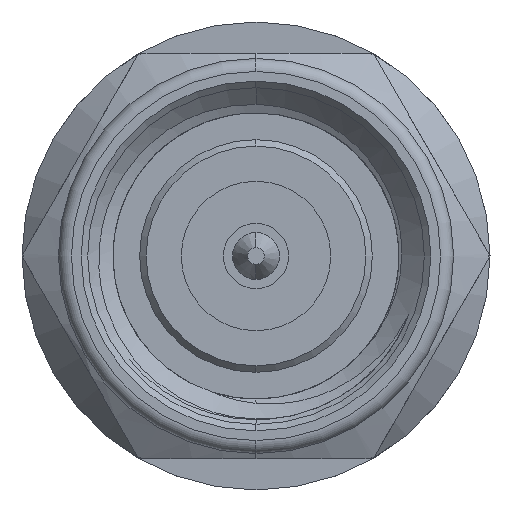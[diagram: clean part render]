
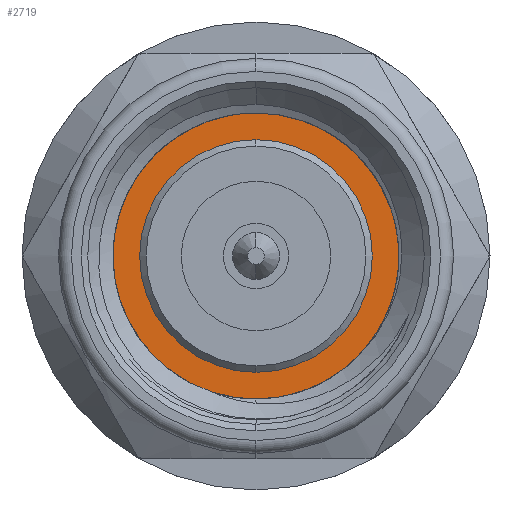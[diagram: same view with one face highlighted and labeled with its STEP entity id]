
A CAD part, left-side view. The second image highlights one B-rep face of the part: STEP entity #2719.
In plain terms, the highlighted planar face has unit normal (-1, 0, 0).
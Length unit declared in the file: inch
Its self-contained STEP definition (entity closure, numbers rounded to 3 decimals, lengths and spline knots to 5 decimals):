
#116 = CIRCLE ( 'NONE', #2595, 0.1175 ) ;
#419 = EDGE_LOOP ( 'NONE', ( #2748, #2101 ) ) ;
#635 = CIRCLE ( 'NONE', #4181, 0.1175 ) ;
#870 = VERTEX_POINT ( 'NONE', #1609 ) ;
#1401 = CARTESIAN_POINT ( 'NONE',  ( 0.065, 0., 0.0895 ) ) ;
#1436 = CIRCLE ( 'NONE', #4266, 0.0895 ) ;
#1609 = CARTESIAN_POINT ( 'NONE',  ( 0.065, 0., 0.1175 ) ) ;
#1641 = PLANE ( 'NONE',  #3207 ) ;
#1656 = DIRECTION ( 'NONE',  ( 0., 0., 1. ) ) ;
#1670 = CARTESIAN_POINT ( 'NONE',  ( 0.065, 0.08043, 0. ) ) ;
#1851 = VERTEX_POINT ( 'NONE', #1911 ) ;
#1911 = CARTESIAN_POINT ( 'NONE',  ( 0.065, 0., -0.1175 ) ) ;
#1927 = DIRECTION ( 'NONE',  ( 0., 0., -1. ) ) ;
#2101 = ORIENTED_EDGE ( 'NONE', *, *, #3352, .T. ) ;
#2206 = DIRECTION ( 'NONE',  ( -1., 0., 0. ) ) ;
#2249 = AXIS2_PLACEMENT_3D ( 'NONE', #5285, #4816, #1927 ) ;
#2272 = ORIENTED_EDGE ( 'NONE', *, *, #3463, .F. ) ;
#2521 = DIRECTION ( 'NONE',  ( -1., 0., 0. ) ) ;
#2570 = CARTESIAN_POINT ( 'NONE',  ( 0.065, 0., -0.0895 ) ) ;
#2595 = AXIS2_PLACEMENT_3D ( 'NONE', #5460, #2521, #1656 ) ;
#2617 = EDGE_CURVE ( 'NONE', #3892, #4949, #1436, .T. ) ;
#2620 = CARTESIAN_POINT ( 'NONE',  ( 0.065, 0., 0. ) ) ;
#2697 = DIRECTION ( 'NONE',  ( 0., 0., 1. ) ) ;
#2719 = ADVANCED_FACE ( 'NONE', ( #3390, #3888 ), #1641, .F. ) ;
#2748 = ORIENTED_EDGE ( 'NONE', *, *, #2812, .T. ) ;
#2804 = EDGE_LOOP ( 'NONE', ( #2272, #2957 ) ) ;
#2812 = EDGE_CURVE ( 'NONE', #870, #1851, #635, .T. ) ;
#2957 = ORIENTED_EDGE ( 'NONE', *, *, #2617, .F. ) ;
#3207 = AXIS2_PLACEMENT_3D ( 'NONE', #1670, #4671, #4610 ) ;
#3338 = DIRECTION ( 'NONE',  ( 0., 0., -1. ) ) ;
#3352 = EDGE_CURVE ( 'NONE', #1851, #870, #116, .T. ) ;
#3390 = FACE_BOUND ( 'NONE', #2804, .T. ) ;
#3463 = EDGE_CURVE ( 'NONE', #4949, #3892, #4545, .T. ) ;
#3888 = FACE_OUTER_BOUND ( 'NONE', #419, .T. ) ;
#3892 = VERTEX_POINT ( 'NONE', #1401 ) ;
#4181 = AXIS2_PLACEMENT_3D ( 'NONE', #5247, #4759, #2697 ) ;
#4266 = AXIS2_PLACEMENT_3D ( 'NONE', #2620, #2206, #3338 ) ;
#4545 = CIRCLE ( 'NONE', #2249, 0.0895 ) ;
#4610 = DIRECTION ( 'NONE',  ( 0., 1., 0. ) ) ;
#4671 = DIRECTION ( 'NONE',  ( 1., 0., 0. ) ) ;
#4759 = DIRECTION ( 'NONE',  ( -1., 0., 0. ) ) ;
#4816 = DIRECTION ( 'NONE',  ( -1., 0., 0. ) ) ;
#4949 = VERTEX_POINT ( 'NONE', #2570 ) ;
#5247 = CARTESIAN_POINT ( 'NONE',  ( 0.065, 0., 0. ) ) ;
#5285 = CARTESIAN_POINT ( 'NONE',  ( 0.065, 0., 0. ) ) ;
#5460 = CARTESIAN_POINT ( 'NONE',  ( 0.065, 0., 0. ) ) ;
